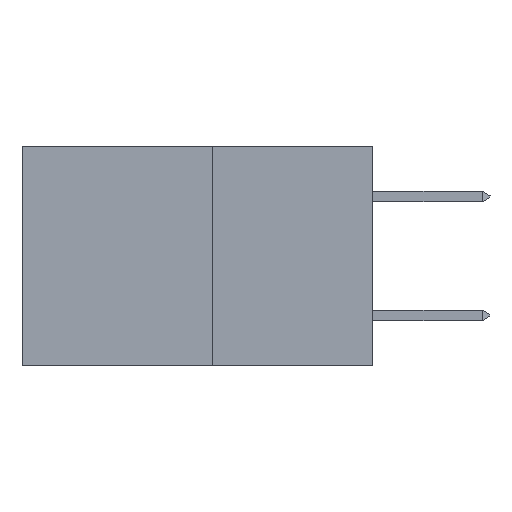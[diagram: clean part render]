
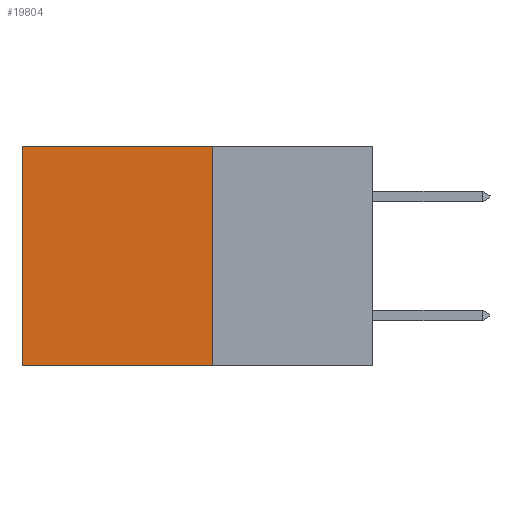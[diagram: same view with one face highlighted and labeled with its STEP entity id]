
A CAD part, left-side view. The second image highlights one B-rep face of the part: STEP entity #19804.
In plain terms, the highlighted planar face has unit normal (-1, 0, 0).
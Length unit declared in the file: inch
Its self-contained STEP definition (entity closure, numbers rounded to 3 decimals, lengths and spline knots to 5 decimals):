
#147 = VERTEX_POINT ( 'NONE', #22821 ) ;
#524 = DIRECTION ( 'NONE',  ( 0., 1., 0. ) ) ;
#711 = CARTESIAN_POINT ( 'NONE',  ( 0.277, 0.59, -0.37 ) ) ;
#870 = LINE ( 'NONE', #21453, #11705 ) ;
#1220 = CARTESIAN_POINT ( 'NONE',  ( 0.277, 0.27, -0.37 ) ) ;
#1656 = EDGE_LOOP ( 'NONE', ( #16094, #22429, #2213, #2924 ) ) ;
#2187 = LINE ( 'NONE', #711, #23207 ) ;
#2213 = ORIENTED_EDGE ( 'NONE', *, *, #17059, .F. ) ;
#2924 = ORIENTED_EDGE ( 'NONE', *, *, #26085, .T. ) ;
#3435 = PLANE ( 'NONE',  #25467 ) ;
#3704 = VECTOR ( 'NONE', #6819, 39.37008 ) ;
#5670 = DIRECTION ( 'NONE',  ( 0., 0., -1. ) ) ;
#6009 = EDGE_CURVE ( 'NONE', #25426, #19737, #870, .T. ) ;
#6819 = DIRECTION ( 'NONE',  ( 0., 0., -1. ) ) ;
#9534 = LINE ( 'NONE', #23359, #3704 ) ;
#10848 = LINE ( 'NONE', #23591, #26617 ) ;
#11705 = VECTOR ( 'NONE', #21490, 39.37008 ) ;
#12908 = FACE_OUTER_BOUND ( 'NONE', #1656, .T. ) ;
#16094 = ORIENTED_EDGE ( 'NONE', *, *, #18860, .T. ) ;
#17059 = EDGE_CURVE ( 'NONE', #147, #25426, #9534, .T. ) ;
#17100 = VERTEX_POINT ( 'NONE', #17373 ) ;
#17373 = CARTESIAN_POINT ( 'NONE',  ( 0.277, 0.59, 0. ) ) ;
#17694 = DIRECTION ( 'NONE',  ( 0., 0., -1. ) ) ;
#18014 = CARTESIAN_POINT ( 'NONE',  ( 0.277, 0.59, -0.37 ) ) ;
#18860 = EDGE_CURVE ( 'NONE', #17100, #19737, #2187, .T. ) ;
#19737 = VERTEX_POINT ( 'NONE', #18014 ) ;
#19804 = ADVANCED_FACE ( 'NONE', ( #12908 ), #3435, .F. ) ;
#21099 = CARTESIAN_POINT ( 'NONE',  ( 0.277, 0.27, -0.37 ) ) ;
#21453 = CARTESIAN_POINT ( 'NONE',  ( 0.277, 0.27, -0.37 ) ) ;
#21490 = DIRECTION ( 'NONE',  ( 0., 1., 0. ) ) ;
#22429 = ORIENTED_EDGE ( 'NONE', *, *, #6009, .F. ) ;
#22821 = CARTESIAN_POINT ( 'NONE',  ( 0.277, 0.27, 0. ) ) ;
#23207 = VECTOR ( 'NONE', #17694, 39.37008 ) ;
#23359 = CARTESIAN_POINT ( 'NONE',  ( 0.277, 0.27, -0.37 ) ) ;
#23591 = CARTESIAN_POINT ( 'NONE',  ( 0.277, 0.27, 0. ) ) ;
#24279 = DIRECTION ( 'NONE',  ( 1., 0., 0. ) ) ;
#25426 = VERTEX_POINT ( 'NONE', #21099 ) ;
#25467 = AXIS2_PLACEMENT_3D ( 'NONE', #1220, #24279, #5670 ) ;
#26085 = EDGE_CURVE ( 'NONE', #147, #17100, #10848, .T. ) ;
#26617 = VECTOR ( 'NONE', #524, 39.37008 ) ;
